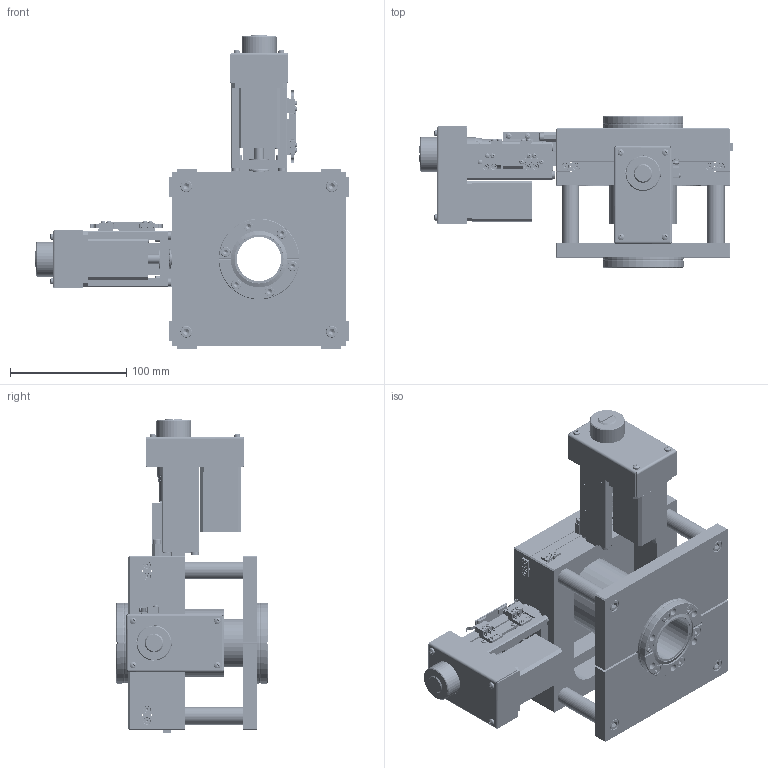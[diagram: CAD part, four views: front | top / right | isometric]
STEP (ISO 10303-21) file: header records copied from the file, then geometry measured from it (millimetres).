
FILE_DESCRIPTION (( 'STEP AP214' ), '1' );
FILE_NAME ('420MXY040-12-m.stp', '2017-06-19T08:33:30', ( '' ), ( '' ), 'SwSTEP 2.0', 'SolidWorks 2015', '' );
FILE_SCHEMA (( 'AUTOMOTIVE_DESIGN' ));
Length unit declared in the file: millimetre
Products named in the file (1): 420MXY040-12-m
Bounding box: 269.25 x 130 x 269.25 mm (x, y, z)
Volume: 1482180.8 mm3; surface area: 525182.6 mm2
Topology: 272 solids, 286 shells, 10425 faces, 25371 edges, 15318 vertices
Faces by surface type: plane 5760, cylinder 2109, cone 1523, torus 481, bspline 460, sphere 92
Entity records: 434884 total; most frequent: CARTESIAN_POINT 75258, DIRECTION 51854, ORIENTED_EDGE 49382, EDGE_CURVE 24691, AXIS2_PLACEMENT_3D 19363, VERTEX_POINT 15306, LINE 13128, VECTOR 13128
